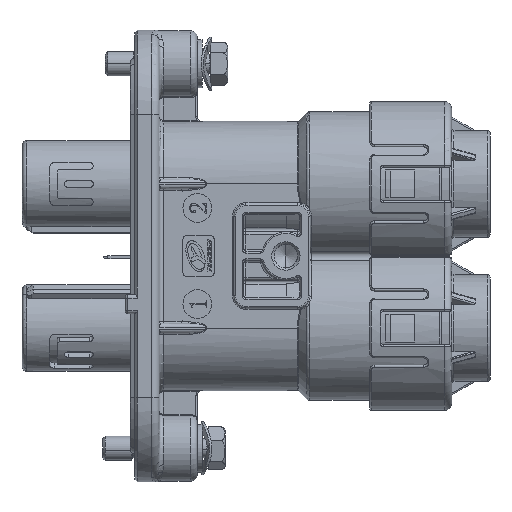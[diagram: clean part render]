
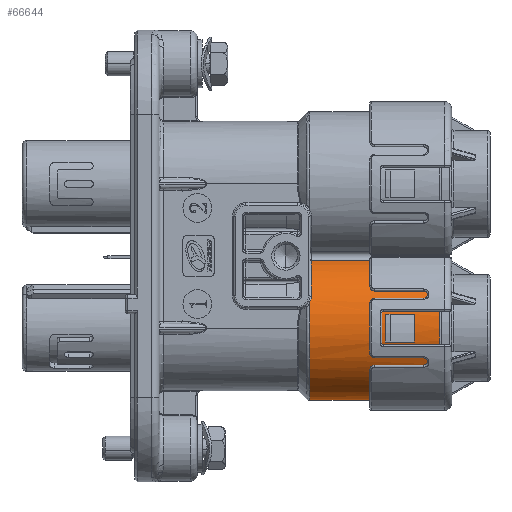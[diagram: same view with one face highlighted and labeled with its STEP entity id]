
A CAD part, front view. The second image highlights one B-rep face of the part: STEP entity #66644.
In plain terms, the highlighted cylindrical face has radius 15.05 mm (diameter 30.1 mm), a partial arc.
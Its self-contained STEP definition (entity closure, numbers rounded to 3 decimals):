
#1036 = EDGE_LOOP ( 'NONE', ( #1209, #57016, #30219, #63452, #22230, #50590 ) ) ;
#1209 = ORIENTED_EDGE ( 'NONE', *, *, #14729, .T. ) ;
#2170 = AXIS2_PLACEMENT_3D ( 'NONE', #55950, #55359, #15236 ) ;
#2693 = VERTEX_POINT ( 'NONE', #42089 ) ;
#3768 = EDGE_CURVE ( 'NONE', #45915, #87732, #82093, .T. ) ;
#4113 = VECTOR ( 'NONE', #87909, 1000. ) ;
#5835 = CARTESIAN_POINT ( 'NONE',  ( 34.5, 0., -30.05 ) ) ;
#6596 = CARTESIAN_POINT ( 'NONE',  ( 61.9, 0., -30.05 ) ) ;
#6617 = EDGE_CURVE ( 'NONE', #15469, #2693, #17790, .T. ) ;
#8590 = CARTESIAN_POINT ( 'NONE',  ( 34.5, 0., -15. ) ) ;
#9054 = VERTEX_POINT ( 'NONE', #6596 ) ;
#9866 = FACE_OUTER_BOUND ( 'NONE', #1036, .T. ) ;
#11789 = VECTOR ( 'NONE', #61118, 1000. ) ;
#12030 = DIRECTION ( 'NONE',  ( 0., 0., 1. ) ) ;
#12258 = CARTESIAN_POINT ( 'NONE',  ( 35.21, -13.541, -8.431 ) ) ;
#13089 = DIRECTION ( 'NONE',  ( -1., 0., 0. ) ) ;
#13761 = AXIS2_PLACEMENT_3D ( 'NONE', #8590, #41856, #29101 ) ;
#14729 = EDGE_CURVE ( 'NONE', #79774, #45915, #39071, .T. ) ;
#15236 = DIRECTION ( 'NONE',  ( 0., 0., -1. ) ) ;
#15469 = VERTEX_POINT ( 'NONE', #68214 ) ;
#16928 = DIRECTION ( 'NONE',  ( 0., 0., -1. ) ) ;
#17321 = B_SPLINE_CURVE_WITH_KNOTS ( 'NONE', 3,
 ( #12258, #33341, #46083, #72902, #39007, #53237 ),
 .UNSPECIFIED., .F., .F.,
 ( 4, 2, 4 ),
 ( 0., 0.001, 0.001 ),
 .UNSPECIFIED. ) ;
#17790 = LINE ( 'NONE', #59549, #60295 ) ;
#18432 = FACE_BOUND ( 'NONE', #48272, .T. ) ;
#22051 = VECTOR ( 'NONE', #13089, 1000. ) ;
#22230 = ORIENTED_EDGE ( 'NONE', *, *, #61632, .T. ) ;
#22606 = CARTESIAN_POINT ( 'NONE',  ( 35.21, 0., -15. ) ) ;
#22659 = CARTESIAN_POINT ( 'NONE',  ( 61.9, -5.354, -0.935 ) ) ;
#22702 = CIRCLE ( 'NONE', #80132, 15.05 ) ;
#23011 = CIRCLE ( 'NONE', #2170, 15.05 ) ;
#25497 = CARTESIAN_POINT ( 'NONE',  ( 50.6, 0., -15. ) ) ;
#25685 = CARTESIAN_POINT ( 'NONE',  ( 34.914, 0., -15. ) ) ;
#26465 = LINE ( 'NONE', #5835, #4113 ) ;
#28902 = ORIENTED_EDGE ( 'NONE', *, *, #48279, .T. ) ;
#29101 = DIRECTION ( 'NONE',  ( 0., 0., -1. ) ) ;
#30219 = ORIENTED_EDGE ( 'NONE', *, *, #31128, .T. ) ;
#31128 = EDGE_CURVE ( 'NONE', #87732, #63012, #17321, .T. ) ;
#31668 = AXIS2_PLACEMENT_3D ( 'NONE', #22606, #36276, #16928 ) ;
#33341 = CARTESIAN_POINT ( 'NONE',  ( 35.21, -13.642, -8.64 ) ) ;
#33960 = ORIENTED_EDGE ( 'NONE', *, *, #64321, .F. ) ;
#35873 = ORIENTED_EDGE ( 'NONE', *, *, #88072, .T. ) ;
#36276 = DIRECTION ( 'NONE',  ( 1., 0., 0. ) ) ;
#38687 = VERTEX_POINT ( 'NONE', #53640 ) ;
#39007 = CARTESIAN_POINT ( 'NONE',  ( 35.014, -13.996, -9.463 ) ) ;
#39017 = CIRCLE ( 'NONE', #73149, 15.05 ) ;
#39071 = LINE ( 'NONE', #80863, #22051 ) ;
#39170 = DIRECTION ( 'NONE',  ( -1., 0., 0. ) ) ;
#39916 = EDGE_CURVE ( 'NONE', #9054, #79774, #22702, .T. ) ;
#40529 = DIRECTION ( 'NONE',  ( 1., 0., 0. ) ) ;
#41462 = CARTESIAN_POINT ( 'NONE',  ( 61.9, 0., -15. ) ) ;
#41856 = DIRECTION ( 'NONE',  ( 1., 0., 0. ) ) ;
#42089 = CARTESIAN_POINT ( 'NONE',  ( 50.6, -14.768, -12.1 ) ) ;
#44087 = AXIS2_PLACEMENT_3D ( 'NONE', #25497, #39170, #52531 ) ;
#45915 = VERTEX_POINT ( 'NONE', #72351 ) ;
#46083 = CARTESIAN_POINT ( 'NONE',  ( 35.185, -13.738, -8.851 ) ) ;
#48272 = EDGE_LOOP ( 'NONE', ( #33960, #28902, #35873, #70209 ) ) ;
#48279 = EDGE_CURVE ( 'NONE', #81041, #62959, #85185, .T. ) ;
#50590 = ORIENTED_EDGE ( 'NONE', *, *, #39916, .T. ) ;
#51407 = CARTESIAN_POINT ( 'NONE',  ( 50.6, -14.768, -17.9 ) ) ;
#51860 = CARTESIAN_POINT ( 'NONE',  ( 56.6, -14.768, -17.9 ) ) ;
#51977 = CARTESIAN_POINT ( 'NONE',  ( 34.914, -14.07, -9.659 ) ) ;
#52531 = DIRECTION ( 'NONE',  ( 0., 0., -1. ) ) ;
#53237 = CARTESIAN_POINT ( 'NONE',  ( 34.914, -14.07, -9.659 ) ) ;
#53640 = CARTESIAN_POINT ( 'NONE',  ( 34.914, 0., -30.05 ) ) ;
#55359 = DIRECTION ( 'NONE',  ( -1., 0., 0. ) ) ;
#55950 = CARTESIAN_POINT ( 'NONE',  ( 56.6, 0., -15. ) ) ;
#57016 = ORIENTED_EDGE ( 'NONE', *, *, #3768, .T. ) ;
#59549 = CARTESIAN_POINT ( 'NONE',  ( 56.6, -14.768, -12.1 ) ) ;
#60295 = VECTOR ( 'NONE', #86934, 1000. ) ;
#61118 = DIRECTION ( 'NONE',  ( -1., 0., 0. ) ) ;
#61632 = EDGE_CURVE ( 'NONE', #38687, #9054, #26465, .T. ) ;
#62959 = VERTEX_POINT ( 'NONE', #51407 ) ;
#63012 = VERTEX_POINT ( 'NONE', #51977 ) ;
#63452 = ORIENTED_EDGE ( 'NONE', *, *, #69123, .T. ) ;
#64321 = EDGE_CURVE ( 'NONE', #81041, #15469, #23011, .T. ) ;
#65712 = CARTESIAN_POINT ( 'NONE',  ( 35.21, -13.541, -8.431 ) ) ;
#66644 = ADVANCED_FACE ( 'NONE', ( #9866, #18432 ), #74814, .T. ) ;
#68214 = CARTESIAN_POINT ( 'NONE',  ( 56.6, -14.768, -12.1 ) ) ;
#69123 = EDGE_CURVE ( 'NONE', #63012, #38687, #39017, .T. ) ;
#70209 = ORIENTED_EDGE ( 'NONE', *, *, #6617, .F. ) ;
#72351 = CARTESIAN_POINT ( 'NONE',  ( 35.21, -5.354, -0.935 ) ) ;
#72902 = CARTESIAN_POINT ( 'NONE',  ( 35.087, -13.915, -9.262 ) ) ;
#73149 = AXIS2_PLACEMENT_3D ( 'NONE', #25685, #40529, #12030 ) ;
#74540 = CARTESIAN_POINT ( 'NONE',  ( 56.6, -14.768, -17.9 ) ) ;
#74814 = CYLINDRICAL_SURFACE ( 'NONE', #13761, 15.05 ) ;
#75711 = DIRECTION ( 'NONE',  ( -1., 0., 0. ) ) ;
#79774 = VERTEX_POINT ( 'NONE', #22659 ) ;
#80132 = AXIS2_PLACEMENT_3D ( 'NONE', #41462, #75711, #82238 ) ;
#80863 = CARTESIAN_POINT ( 'NONE',  ( 34.5, -5.354, -0.935 ) ) ;
#81041 = VERTEX_POINT ( 'NONE', #51860 ) ;
#82093 = CIRCLE ( 'NONE', #31668, 15.05 ) ;
#82238 = DIRECTION ( 'NONE',  ( 0., 0., -1. ) ) ;
#85185 = LINE ( 'NONE', #74540, #11789 ) ;
#85538 = CIRCLE ( 'NONE', #44087, 15.05 ) ;
#86934 = DIRECTION ( 'NONE',  ( -1., 0., 0. ) ) ;
#87732 = VERTEX_POINT ( 'NONE', #65712 ) ;
#87909 = DIRECTION ( 'NONE',  ( 1., 0., 0. ) ) ;
#88072 = EDGE_CURVE ( 'NONE', #62959, #2693, #85538, .T. ) ;
